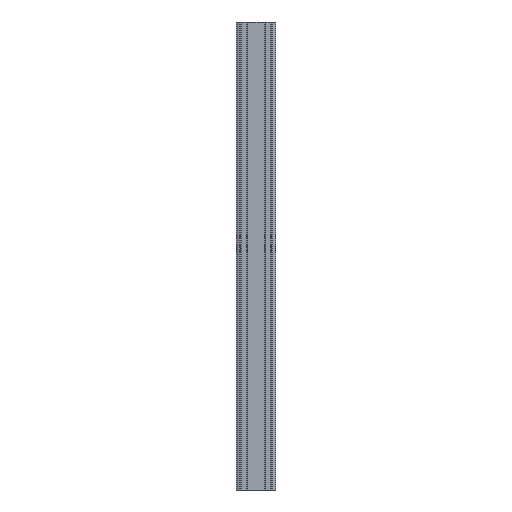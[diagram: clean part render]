
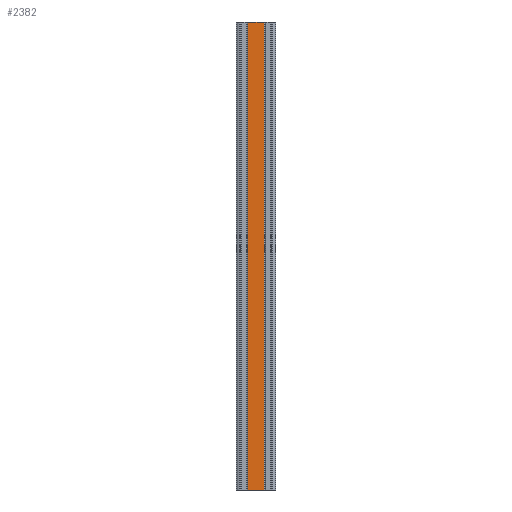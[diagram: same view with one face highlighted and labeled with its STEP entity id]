
A CAD part, left-side view. The second image highlights one B-rep face of the part: STEP entity #2382.
In plain terms, the highlighted planar face has unit normal (-1, 0, 0).
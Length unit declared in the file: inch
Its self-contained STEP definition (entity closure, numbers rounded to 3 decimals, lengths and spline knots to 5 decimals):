
#88 = CARTESIAN_POINT ( 'NONE',  ( -0.5, 0.20934, 0. ) ) ;
#109 = EDGE_LOOP ( 'NONE', ( #348, #324, #306, #321 ) ) ;
#306 = ORIENTED_EDGE ( 'NONE', *, *, #2236, .T. ) ;
#321 = ORIENTED_EDGE ( 'NONE', *, *, #2024, .T. ) ;
#324 = ORIENTED_EDGE ( 'NONE', *, *, #2234, .F. ) ;
#348 = ORIENTED_EDGE ( 'NONE', *, *, #2235, .F. ) ;
#552 = CARTESIAN_POINT ( 'NONE',  ( -0.5, -0.20933, -12. ) ) ;
#736 = CARTESIAN_POINT ( 'NONE',  ( -0.5, 0.20934, -12. ) ) ;
#770 = CARTESIAN_POINT ( 'NONE',  ( -0.5, -0.20933, 0. ) ) ;
#912 = DIRECTION ( 'NONE',  ( 0., -1., 0. ) ) ;
#913 = CARTESIAN_POINT ( 'NONE',  ( -0.5, 0.20934, -12. ) ) ;
#914 = LINE ( 'NONE', #913, #2456 ) ;
#915 = DIRECTION ( 'NONE',  ( 0., -1., 0. ) ) ;
#916 = CARTESIAN_POINT ( 'NONE',  ( -0.5, 0.20934, 0. ) ) ;
#917 = LINE ( 'NONE', #916, #2512 ) ;
#918 = DIRECTION ( 'NONE',  ( 0., 0., 1. ) ) ;
#919 = CARTESIAN_POINT ( 'NONE',  ( -0.5, 0.20934, -12. ) ) ;
#921 = LINE ( 'NONE', #919, #2460 ) ;
#1034 = CARTESIAN_POINT ( 'NONE',  ( -0.5, -0.20933, -12. ) ) ;
#1069 = LINE ( 'NONE', #1034, #2608 ) ;
#1086 = DIRECTION ( 'NONE',  ( 0., 0., 1. ) ) ;
#1118 = DIRECTION ( 'NONE',  ( -1., 0., 0. ) ) ;
#1132 = CARTESIAN_POINT ( 'NONE',  ( -0.5, 0.20934, -12. ) ) ;
#1148 = DIRECTION ( 'NONE',  ( 0., -1., 0. ) ) ;
#1164 = PLANE ( 'NONE',  #1211 ) ;
#1195 = FACE_OUTER_BOUND ( 'NONE', #109, .T. ) ;
#1211 = AXIS2_PLACEMENT_3D ( 'NONE', #1132, #1118, #1148 ) ;
#2024 = EDGE_CURVE ( 'NONE', #2777, #2687, #1069, .T. ) ;
#2234 = EDGE_CURVE ( 'NONE', #2724, #2840, #921, .T. ) ;
#2235 = EDGE_CURVE ( 'NONE', #2840, #2687, #917, .T. ) ;
#2236 = EDGE_CURVE ( 'NONE', #2724, #2777, #914, .T. ) ;
#2382 = ADVANCED_FACE ( 'NONE', ( #1195 ), #1164, .T. ) ;
#2456 = VECTOR ( 'NONE', #912, 39.37008 ) ;
#2460 = VECTOR ( 'NONE', #918, 39.37008 ) ;
#2512 = VECTOR ( 'NONE', #915, 39.37008 ) ;
#2608 = VECTOR ( 'NONE', #1086, 39.37008 ) ;
#2687 = VERTEX_POINT ( 'NONE', #770 ) ;
#2724 = VERTEX_POINT ( 'NONE', #736 ) ;
#2777 = VERTEX_POINT ( 'NONE', #552 ) ;
#2840 = VERTEX_POINT ( 'NONE', #88 ) ;
